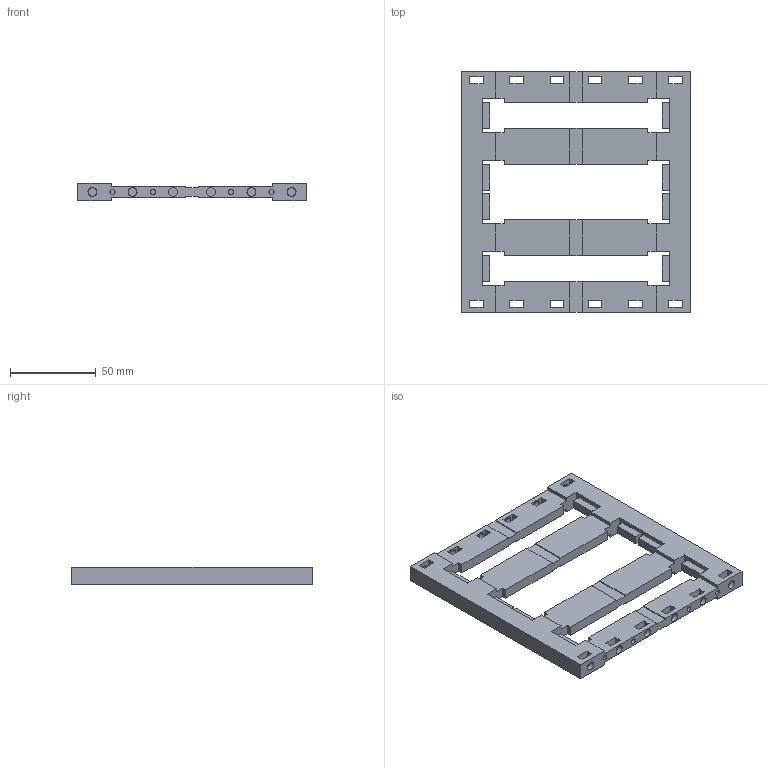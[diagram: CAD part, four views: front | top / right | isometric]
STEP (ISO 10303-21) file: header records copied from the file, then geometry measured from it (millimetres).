
FILE_DESCRIPTION (( 'STEP AP203' ), '1' );
FILE_NAME ('cadre v04.STEP', '2019-10-14T14:37:29', ( '' ), ( '' ), 'SwSTEP 2.0', 'SolidWorks 2017', '' );
FILE_SCHEMA (( 'CONFIG_CONTROL_DESIGN' ));
Length unit declared in the file: millimetre
Products named in the file (1): cadre v04
Bounding box: 133 x 140 x 10 mm (x, y, z)
Volume: 84005.2 mm3; surface area: 37627.9 mm2
Topology: 1 solids, 1 shells, 236 faces, 672 edges, 448 vertices
Faces by surface type: plane 196, cylinder 40
Entity records: 7781 total; most frequent: CARTESIAN_POINT 1357, ORIENTED_EDGE 1344, DIRECTION 1226, EDGE_CURVE 672, LINE 592, VECTOR 592, VERTEX_POINT 448, AXIS2_PLACEMENT_3D 317
